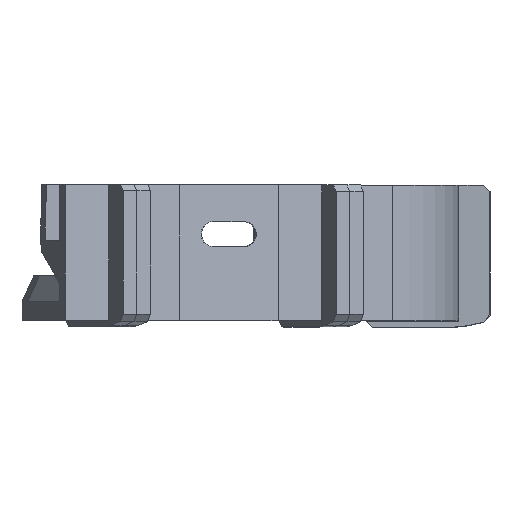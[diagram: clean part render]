
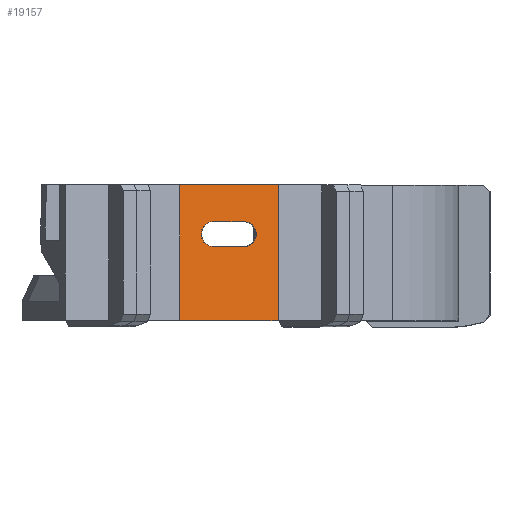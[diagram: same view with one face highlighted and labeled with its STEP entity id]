
A CAD part, left-side view. The second image highlights one B-rep face of the part: STEP entity #19157.
In plain terms, the highlighted face is planar.
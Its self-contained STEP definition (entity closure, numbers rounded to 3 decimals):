
#18881 = VERTEX_POINT('',#18882);
#18882 = CARTESIAN_POINT('',(3.,0.,16.));
#18889 = CYLINDRICAL_SURFACE('',#18890,2.);
#18890 = AXIS2_PLACEMENT_3D('',#18891,#18892,#18893);
#18891 = CARTESIAN_POINT('',(3.,24.,14.));
#18892 = DIRECTION('',(-0.,1.,0.));
#18893 = DIRECTION('',(0.,0.,-1.));
#18901 = PLANE('',#18902);
#18902 = AXIS2_PLACEMENT_3D('',#18903,#18904,#18905);
#18903 = CARTESIAN_POINT('',(3.,24.,16.));
#18904 = DIRECTION('',(0.,0.,-1.));
#18905 = DIRECTION('',(-1.,0.,-0.));
#18943 = VERTEX_POINT('',#18944);
#18944 = CARTESIAN_POINT('',(3.,0.,12.));
#18958 = PLANE('',#18959);
#18959 = AXIS2_PLACEMENT_3D('',#18960,#18961,#18962);
#18960 = CARTESIAN_POINT('',(-3.,24.,12.));
#18961 = DIRECTION('',(0.,0.,1.));
#18962 = DIRECTION('',(1.,0.,0.));
#18970 = EDGE_CURVE('',#18881,#18943,#18971,.T.);
#18971 = SURFACE_CURVE('',#18972,(#18977,#18984),.PCURVE_S1.);
#18972 = CIRCLE('',#18973,2.);
#18973 = AXIS2_PLACEMENT_3D('',#18974,#18975,#18976);
#18974 = CARTESIAN_POINT('',(3.,0.,14.));
#18975 = DIRECTION('',(0.,1.,0.));
#18976 = DIRECTION('',(0.,0.,-1.));
#18977 = PCURVE('',#18889,#18978);
#18978 = DEFINITIONAL_REPRESENTATION('',(#18979),#18983);
#18979 = LINE('',#18980,#18981);
#18980 = CARTESIAN_POINT('',(-6.283,-24.));
#18981 = VECTOR('',#18982,1.);
#18982 = DIRECTION('',(1.,-0.));
#18983 = ( GEOMETRIC_REPRESENTATION_CONTEXT(2) 
PARAMETRIC_REPRESENTATION_CONTEXT() REPRESENTATION_CONTEXT('2D SPACE',''
  ) );
#18984 = PCURVE('',#18985,#18990);
#18985 = PLANE('',#18986);
#18986 = AXIS2_PLACEMENT_3D('',#18987,#18988,#18989);
#18987 = CARTESIAN_POINT('',(0.,0.,0.));
#18988 = DIRECTION('',(0.,1.,-0.));
#18989 = DIRECTION('',(0.,0.,1.));
#18990 = DEFINITIONAL_REPRESENTATION('',(#18991),#18995);
#18991 = CIRCLE('',#18992,2.);
#18992 = AXIS2_PLACEMENT_2D('',#18993,#18994);
#18993 = CARTESIAN_POINT('',(14.,3.));
#18994 = DIRECTION('',(-1.,0.));
#18995 = ( GEOMETRIC_REPRESENTATION_CONTEXT(2) 
PARAMETRIC_REPRESENTATION_CONTEXT() REPRESENTATION_CONTEXT('2D SPACE',''
  ) );
#19003 = VERTEX_POINT('',#19004);
#19004 = CARTESIAN_POINT('',(-3.,0.,16.));
#19018 = CYLINDRICAL_SURFACE('',#19019,2.);
#19019 = AXIS2_PLACEMENT_3D('',#19020,#19021,#19022);
#19020 = CARTESIAN_POINT('',(-3.,24.,14.));
#19021 = DIRECTION('',(-0.,1.,0.));
#19022 = DIRECTION('',(0.,0.,1.));
#19057 = EDGE_CURVE('',#18881,#19003,#19058,.T.);
#19058 = SURFACE_CURVE('',#19059,(#19063,#19069),.PCURVE_S1.);
#19059 = LINE('',#19060,#19061);
#19060 = CARTESIAN_POINT('',(1.5,0.,16.));
#19061 = VECTOR('',#19062,1.);
#19062 = DIRECTION('',(-1.,0.,0.));
#19063 = PCURVE('',#18901,#19064);
#19064 = DEFINITIONAL_REPRESENTATION('',(#19065),#19068);
#19065 = B_SPLINE_CURVE_WITH_KNOTS('',1,(#19066,#19067),.UNSPECIFIED.,
  .F.,.F.,(2,2),(-1.5,4.5),.PIECEWISE_BEZIER_KNOTS.);
#19066 = CARTESIAN_POINT('',(0.,-24.));
#19067 = CARTESIAN_POINT('',(6.,-24.));
#19068 = ( GEOMETRIC_REPRESENTATION_CONTEXT(2) 
PARAMETRIC_REPRESENTATION_CONTEXT() REPRESENTATION_CONTEXT('2D SPACE',''
  ) );
#19069 = PCURVE('',#18985,#19070);
#19070 = DEFINITIONAL_REPRESENTATION('',(#19071),#19074);
#19071 = B_SPLINE_CURVE_WITH_KNOTS('',1,(#19072,#19073),.UNSPECIFIED.,
  .F.,.F.,(2,2),(-1.5,4.5),.PIECEWISE_BEZIER_KNOTS.);
#19072 = CARTESIAN_POINT('',(16.,3.));
#19073 = CARTESIAN_POINT('',(16.,-3.));
#19074 = ( GEOMETRIC_REPRESENTATION_CONTEXT(2) 
PARAMETRIC_REPRESENTATION_CONTEXT() REPRESENTATION_CONTEXT('2D SPACE',''
  ) );
#19157 = ADVANCED_FACE('',(#19158,#19272),#18985,.F.);
#19158 = FACE_BOUND('',#19159,.F.);
#19159 = EDGE_LOOP('',(#19160,#19190,#19218,#19246));
#19160 = ORIENTED_EDGE('',*,*,#19161,.F.);
#19161 = EDGE_CURVE('',#19162,#19164,#19166,.T.);
#19162 = VERTEX_POINT('',#19163);
#19163 = CARTESIAN_POINT('',(-9.,0.,0.));
#19164 = VERTEX_POINT('',#19165);
#19165 = CARTESIAN_POINT('',(9.,0.,0.));
#19166 = SURFACE_CURVE('',#19167,(#19171,#19178),.PCURVE_S1.);
#19167 = LINE('',#19168,#19169);
#19168 = CARTESIAN_POINT('',(-9.,0.,0.));
#19169 = VECTOR('',#19170,1.);
#19170 = DIRECTION('',(1.,0.,0.));
#19171 = PCURVE('',#18985,#19172);
#19172 = DEFINITIONAL_REPRESENTATION('',(#19173),#19177);
#19173 = LINE('',#19174,#19175);
#19174 = CARTESIAN_POINT('',(0.,-9.));
#19175 = VECTOR('',#19176,1.);
#19176 = DIRECTION('',(0.,1.));
#19177 = ( GEOMETRIC_REPRESENTATION_CONTEXT(2) 
PARAMETRIC_REPRESENTATION_CONTEXT() REPRESENTATION_CONTEXT('2D SPACE',''
  ) );
#19178 = PCURVE('',#19179,#19184);
#19179 = PLANE('',#19180);
#19180 = AXIS2_PLACEMENT_3D('',#19181,#19182,#19183);
#19181 = CARTESIAN_POINT('',(0.,15.,0.));
#19182 = DIRECTION('',(0.,0.,1.));
#19183 = DIRECTION('',(0.,-1.,0.));
#19184 = DEFINITIONAL_REPRESENTATION('',(#19185),#19189);
#19185 = LINE('',#19186,#19187);
#19186 = CARTESIAN_POINT('',(15.,-9.));
#19187 = VECTOR('',#19188,1.);
#19188 = DIRECTION('',(0.,1.));
#19189 = ( GEOMETRIC_REPRESENTATION_CONTEXT(2) 
PARAMETRIC_REPRESENTATION_CONTEXT() REPRESENTATION_CONTEXT('2D SPACE',''
  ) );
#19190 = ORIENTED_EDGE('',*,*,#19191,.T.);
#19191 = EDGE_CURVE('',#19162,#19192,#19194,.T.);
#19192 = VERTEX_POINT('',#19193);
#19193 = CARTESIAN_POINT('',(-9.,0.,22.));
#19194 = SURFACE_CURVE('',#19195,(#19199,#19206),.PCURVE_S1.);
#19195 = LINE('',#19196,#19197);
#19196 = CARTESIAN_POINT('',(-9.,0.,0.));
#19197 = VECTOR('',#19198,1.);
#19198 = DIRECTION('',(0.,0.,1.));
#19199 = PCURVE('',#18985,#19200);
#19200 = DEFINITIONAL_REPRESENTATION('',(#19201),#19205);
#19201 = LINE('',#19202,#19203);
#19202 = CARTESIAN_POINT('',(0.,-9.));
#19203 = VECTOR('',#19204,1.);
#19204 = DIRECTION('',(1.,0.));
#19205 = ( GEOMETRIC_REPRESENTATION_CONTEXT(2) 
PARAMETRIC_REPRESENTATION_CONTEXT() REPRESENTATION_CONTEXT('2D SPACE',''
  ) );
#19206 = PCURVE('',#19207,#19212);
#19207 = PLANE('',#19208);
#19208 = AXIS2_PLACEMENT_3D('',#19209,#19210,#19211);
#19209 = CARTESIAN_POINT('',(-9.,4.162,7.662));
#19210 = DIRECTION('',(-1.,0.,0.));
#19211 = DIRECTION('',(0.,0.,1.));
#19212 = DEFINITIONAL_REPRESENTATION('',(#19213),#19217);
#19213 = LINE('',#19214,#19215);
#19214 = CARTESIAN_POINT('',(-7.662,-4.162));
#19215 = VECTOR('',#19216,1.);
#19216 = DIRECTION('',(1.,0.));
#19217 = ( GEOMETRIC_REPRESENTATION_CONTEXT(2) 
PARAMETRIC_REPRESENTATION_CONTEXT() REPRESENTATION_CONTEXT('2D SPACE',''
  ) );
#19218 = ORIENTED_EDGE('',*,*,#19219,.F.);
#19219 = EDGE_CURVE('',#19220,#19192,#19222,.T.);
#19220 = VERTEX_POINT('',#19221);
#19221 = CARTESIAN_POINT('',(9.,0.,22.));
#19222 = SURFACE_CURVE('',#19223,(#19227,#19234),.PCURVE_S1.);
#19223 = LINE('',#19224,#19225);
#19224 = CARTESIAN_POINT('',(9.,0.,22.));
#19225 = VECTOR('',#19226,1.);
#19226 = DIRECTION('',(-1.,0.,0.));
#19227 = PCURVE('',#18985,#19228);
#19228 = DEFINITIONAL_REPRESENTATION('',(#19229),#19233);
#19229 = LINE('',#19230,#19231);
#19230 = CARTESIAN_POINT('',(22.,9.));
#19231 = VECTOR('',#19232,1.);
#19232 = DIRECTION('',(0.,-1.));
#19233 = ( GEOMETRIC_REPRESENTATION_CONTEXT(2) 
PARAMETRIC_REPRESENTATION_CONTEXT() REPRESENTATION_CONTEXT('2D SPACE',''
  ) );
#19234 = PCURVE('',#19235,#19240);
#19235 = PLANE('',#19236);
#19236 = AXIS2_PLACEMENT_3D('',#19237,#19238,#19239);
#19237 = CARTESIAN_POINT('',(0.,0.,22.));
#19238 = DIRECTION('',(0.,0.,-1.));
#19239 = DIRECTION('',(0.,1.,0.));
#19240 = DEFINITIONAL_REPRESENTATION('',(#19241),#19245);
#19241 = LINE('',#19242,#19243);
#19242 = CARTESIAN_POINT('',(0.,9.));
#19243 = VECTOR('',#19244,1.);
#19244 = DIRECTION('',(0.,-1.));
#19245 = ( GEOMETRIC_REPRESENTATION_CONTEXT(2) 
PARAMETRIC_REPRESENTATION_CONTEXT() REPRESENTATION_CONTEXT('2D SPACE',''
  ) );
#19246 = ORIENTED_EDGE('',*,*,#19247,.F.);
#19247 = EDGE_CURVE('',#19164,#19220,#19248,.T.);
#19248 = SURFACE_CURVE('',#19249,(#19253,#19260),.PCURVE_S1.);
#19249 = LINE('',#19250,#19251);
#19250 = CARTESIAN_POINT('',(9.,0.,0.));
#19251 = VECTOR('',#19252,1.);
#19252 = DIRECTION('',(0.,0.,1.));
#19253 = PCURVE('',#18985,#19254);
#19254 = DEFINITIONAL_REPRESENTATION('',(#19255),#19259);
#19255 = LINE('',#19256,#19257);
#19256 = CARTESIAN_POINT('',(0.,9.));
#19257 = VECTOR('',#19258,1.);
#19258 = DIRECTION('',(1.,0.));
#19259 = ( GEOMETRIC_REPRESENTATION_CONTEXT(2) 
PARAMETRIC_REPRESENTATION_CONTEXT() REPRESENTATION_CONTEXT('2D SPACE',''
  ) );
#19260 = PCURVE('',#19261,#19266);
#19261 = PLANE('',#19262);
#19262 = AXIS2_PLACEMENT_3D('',#19263,#19264,#19265);
#19263 = CARTESIAN_POINT('',(9.,4.162,7.662));
#19264 = DIRECTION('',(-1.,0.,0.));
#19265 = DIRECTION('',(0.,0.,1.));
#19266 = DEFINITIONAL_REPRESENTATION('',(#19267),#19271);
#19267 = LINE('',#19268,#19269);
#19268 = CARTESIAN_POINT('',(-7.662,-4.162));
#19269 = VECTOR('',#19270,1.);
#19270 = DIRECTION('',(1.,0.));
#19271 = ( GEOMETRIC_REPRESENTATION_CONTEXT(2) 
PARAMETRIC_REPRESENTATION_CONTEXT() REPRESENTATION_CONTEXT('2D SPACE',''
  ) );
#19272 = FACE_BOUND('',#19273,.F.);
#19273 = EDGE_LOOP('',(#19274,#19275,#19276,#19300));
#19274 = ORIENTED_EDGE('',*,*,#18970,.F.);
#19275 = ORIENTED_EDGE('',*,*,#19057,.T.);
#19276 = ORIENTED_EDGE('',*,*,#19277,.F.);
#19277 = EDGE_CURVE('',#19278,#19003,#19280,.T.);
#19278 = VERTEX_POINT('',#19279);
#19279 = CARTESIAN_POINT('',(-3.,0.,12.));
#19280 = SURFACE_CURVE('',#19281,(#19286,#19293),.PCURVE_S1.);
#19281 = CIRCLE('',#19282,2.);
#19282 = AXIS2_PLACEMENT_3D('',#19283,#19284,#19285);
#19283 = CARTESIAN_POINT('',(-3.,0.,14.));
#19284 = DIRECTION('',(-0.,1.,0.));
#19285 = DIRECTION('',(0.,0.,1.));
#19286 = PCURVE('',#18985,#19287);
#19287 = DEFINITIONAL_REPRESENTATION('',(#19288),#19292);
#19288 = CIRCLE('',#19289,2.);
#19289 = AXIS2_PLACEMENT_2D('',#19290,#19291);
#19290 = CARTESIAN_POINT('',(14.,-3.));
#19291 = DIRECTION('',(1.,0.));
#19292 = ( GEOMETRIC_REPRESENTATION_CONTEXT(2) 
PARAMETRIC_REPRESENTATION_CONTEXT() REPRESENTATION_CONTEXT('2D SPACE',''
  ) );
#19293 = PCURVE('',#19018,#19294);
#19294 = DEFINITIONAL_REPRESENTATION('',(#19295),#19299);
#19295 = LINE('',#19296,#19297);
#19296 = CARTESIAN_POINT('',(-6.283,-24.));
#19297 = VECTOR('',#19298,1.);
#19298 = DIRECTION('',(1.,-0.));
#19299 = ( GEOMETRIC_REPRESENTATION_CONTEXT(2) 
PARAMETRIC_REPRESENTATION_CONTEXT() REPRESENTATION_CONTEXT('2D SPACE',''
  ) );
#19300 = ORIENTED_EDGE('',*,*,#19301,.T.);
#19301 = EDGE_CURVE('',#19278,#18943,#19302,.T.);
#19302 = SURFACE_CURVE('',#19303,(#19307,#19313),.PCURVE_S1.);
#19303 = LINE('',#19304,#19305);
#19304 = CARTESIAN_POINT('',(-1.5,0.,12.));
#19305 = VECTOR('',#19306,1.);
#19306 = DIRECTION('',(1.,-0.,0.));
#19307 = PCURVE('',#18985,#19308);
#19308 = DEFINITIONAL_REPRESENTATION('',(#19309),#19312);
#19309 = B_SPLINE_CURVE_WITH_KNOTS('',1,(#19310,#19311),.UNSPECIFIED.,
  .F.,.F.,(2,2),(-1.5,4.5),.PIECEWISE_BEZIER_KNOTS.);
#19310 = CARTESIAN_POINT('',(12.,-3.));
#19311 = CARTESIAN_POINT('',(12.,3.));
#19312 = ( GEOMETRIC_REPRESENTATION_CONTEXT(2) 
PARAMETRIC_REPRESENTATION_CONTEXT() REPRESENTATION_CONTEXT('2D SPACE',''
  ) );
#19313 = PCURVE('',#18958,#19314);
#19314 = DEFINITIONAL_REPRESENTATION('',(#19315),#19318);
#19315 = B_SPLINE_CURVE_WITH_KNOTS('',1,(#19316,#19317),.UNSPECIFIED.,
  .F.,.F.,(2,2),(-1.5,4.5),.PIECEWISE_BEZIER_KNOTS.);
#19316 = CARTESIAN_POINT('',(0.,-24.));
#19317 = CARTESIAN_POINT('',(6.,-24.));
#19318 = ( GEOMETRIC_REPRESENTATION_CONTEXT(2) 
PARAMETRIC_REPRESENTATION_CONTEXT() REPRESENTATION_CONTEXT('2D SPACE',''
  ) );
